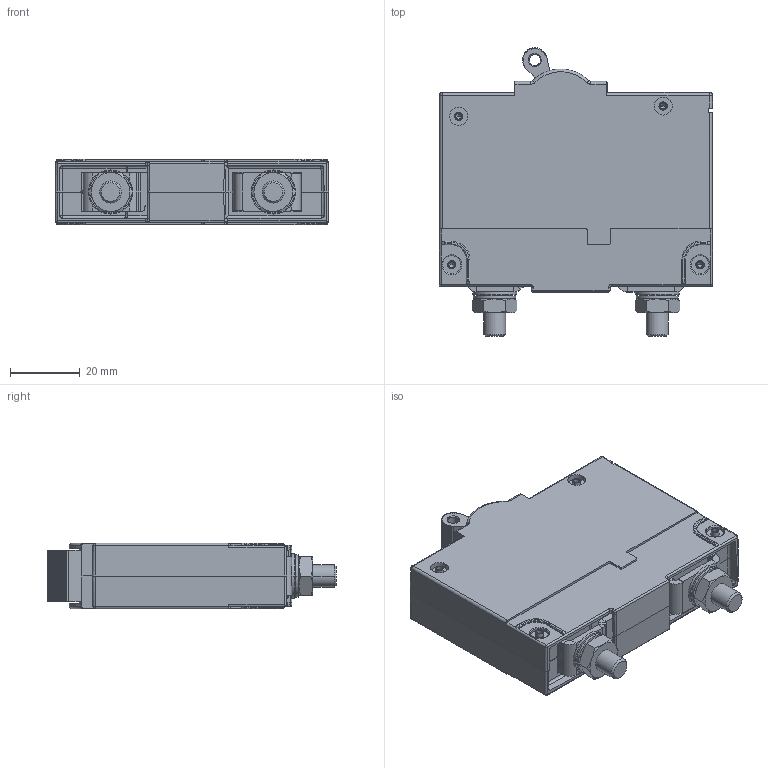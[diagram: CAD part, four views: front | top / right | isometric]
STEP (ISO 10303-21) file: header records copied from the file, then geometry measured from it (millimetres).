
FILE_DESCRIPTION((''),'2;1');
FILE_NAME('CX1_STUD_SW0002','2011-11-29T',('danboyden'),(''),'PRO/ENGINEER BY PARAMETRIC TECHNOLOGY CORPORATION, 2010280','PRO/ENGINEER BY PARAMETRIC TECHNOLOGY CORPORATION, 2010280','');
FILE_SCHEMA(('CONFIG_CONTROL_DESIGN'));
Products named in the file (1): CX1_STUD_SW0002
Bounding box: 78.64 x 83 x 18.9 mm (x, y, z)
Volume: 33117.9 mm3; surface area: 42109.5 mm2
Topology: 7 solids, 7 shells, 3343 faces, 8807 edges, 5508 vertices
Faces by surface type: plane 1661, cylinder 929, extrusion 199, bspline 184, sphere 173, cone 128, torus 69
Entity records: 118803 total; most frequent: CARTESIAN_POINT 38938, ORIENTED_EDGE 17582, DIRECTION 14969, EDGE_CURVE 8791, VECTOR 5841, LINE 5642, VERTEX_POINT 5508, AXIS2_PLACEMENT_3D 4564
